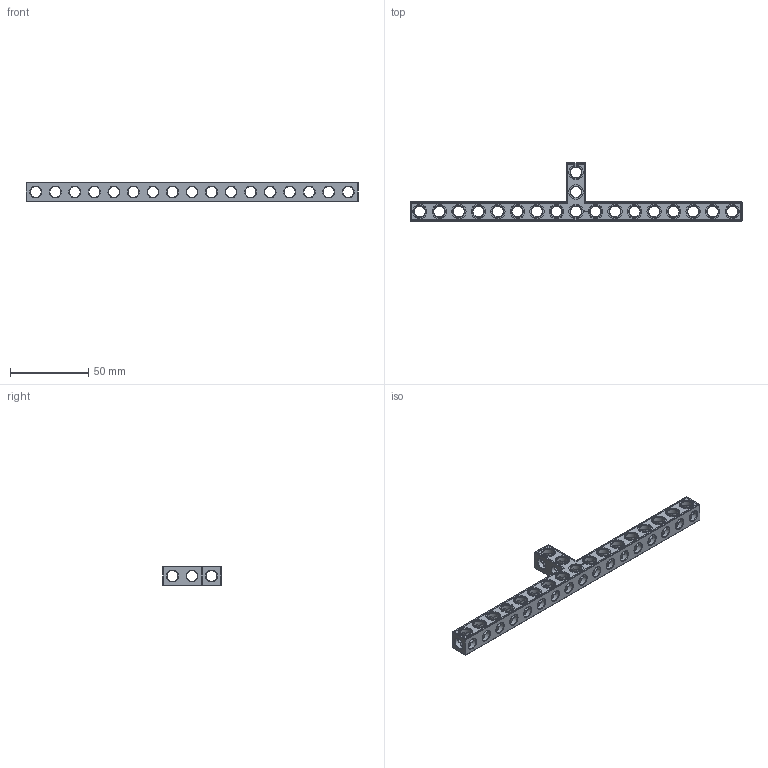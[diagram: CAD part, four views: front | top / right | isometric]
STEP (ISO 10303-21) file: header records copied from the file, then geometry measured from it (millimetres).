
FILE_DESCRIPTION(('FreeCAD Model'),'2;1');
FILE_NAME('Open CASCADE Shape Model','2022-01-28T21:58:29',( 'Paulo Kiefe'),('STEMFIE.org'),'Open CASCADE STEP processor 7.4', 'FreeCAD','Unknown');
FILE_SCHEMA(('AUTOMOTIVE_DESIGN { 1 0 10303 214 1 1 1 1 }'));
Products named in the file (1): Beam_TSH_SYM_ESS_BU17x03x01_-_SPN-BEM-1134_(stemfie.org)
Bounding box: 212.5 x 37.5 x 12.5 mm (x, y, z)
Volume: 18565.6 mm3; surface area: 16703.2 mm2
Topology: 1 solids, 1 shells, 733 faces, 2173 edges, 1419 vertices
Faces by surface type: plane 418, extrusion 118, cylinder 117, cone 80
Full cylindrical faces by diameter (mm): 6.98 x18, 7 x80, 9.2 x19
Entity records: 88057 total; most frequent: CARTESIAN_POINT 47181, DIRECTION 6629, VECTOR 4608, LINE 4490, ORIENTED_EDGE 4346, PCURVE 4346, DEFINITIONAL_REPRESENTATION 4346, EDGE_CURVE 2173
